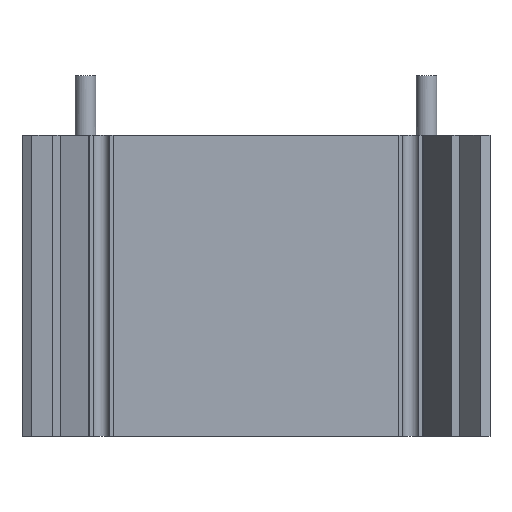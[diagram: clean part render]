
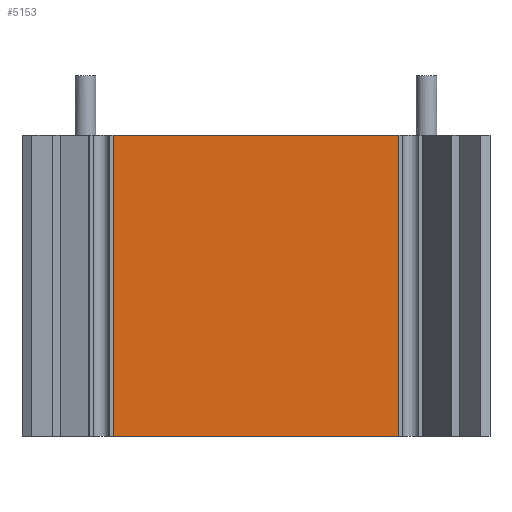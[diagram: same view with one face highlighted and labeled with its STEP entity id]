
A CAD part, front view. The second image highlights one B-rep face of the part: STEP entity #5153.
In plain terms, the highlighted planar face has unit normal (0, -1, 0).
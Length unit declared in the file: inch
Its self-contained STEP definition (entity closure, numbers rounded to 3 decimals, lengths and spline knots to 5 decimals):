
#2293=DIRECTION('',(-1.,0.,0.));
#2294=VECTOR('',#2293,1.508);
#2295=CARTESIAN_POINT('',(0.754,-0.04,-0.76));
#2296=LINE('',#2295,#2294);
#2300=DIRECTION('',(0.,0.,1.));
#2301=VECTOR('',#2300,1.52);
#2302=CARTESIAN_POINT('',(-0.754,-0.04,-0.76));
#2303=LINE('',#2302,#2301);
#2307=DIRECTION('',(1.,0.,0.));
#2308=VECTOR('',#2307,1.508);
#2309=CARTESIAN_POINT('',(-0.754,-0.04,0.76));
#2310=LINE('',#2309,#2308);
#2314=DIRECTION('',(0.,0.,1.));
#2315=VECTOR('',#2314,1.52);
#2316=CARTESIAN_POINT('',(0.754,-0.04,-0.76));
#2317=LINE('',#2316,#2315);
#3611=CARTESIAN_POINT('',(0.754,-0.04,-0.76));
#3612=VERTEX_POINT('',#3611);
#3645=CARTESIAN_POINT('',(0.754,-0.04,0.76));
#3646=VERTEX_POINT('',#3645);
#3811=CARTESIAN_POINT('',(-0.754,-0.04,-0.76));
#3812=VERTEX_POINT('',#3811);
#3845=CARTESIAN_POINT('',(-0.754,-0.04,0.76));
#3846=VERTEX_POINT('',#3845);
#5141=CARTESIAN_POINT('',(0.754,-0.04,-0.76));
#5142=DIRECTION('',(0.,1.,0.));
#5143=DIRECTION('',(-1.,0.,0.));
#5144=AXIS2_PLACEMENT_3D('',#5141,#5142,#5143);
#5145=PLANE('',#5144);
#5146=ORIENTED_EDGE('',*,*,#4274,.T.);
#5147=ORIENTED_EDGE('',*,*,#5136,.T.);
#5148=ORIENTED_EDGE('',*,*,#4652,.T.);
#5150=ORIENTED_EDGE('',*,*,#5149,.F.);
#5151=EDGE_LOOP('',(#5146,#5147,#5148,#5150));
#5152=FACE_OUTER_BOUND('',#5151,.F.);
#4274=EDGE_CURVE('',#3612,#3812,#2296,.T.);
#4652=EDGE_CURVE('',#3846,#3646,#2310,.T.);
#5136=EDGE_CURVE('',#3812,#3846,#2303,.T.);
#5149=EDGE_CURVE('',#3612,#3646,#2317,.T.);
#5153=ADVANCED_FACE('',(#5152),#5145,.F.);
